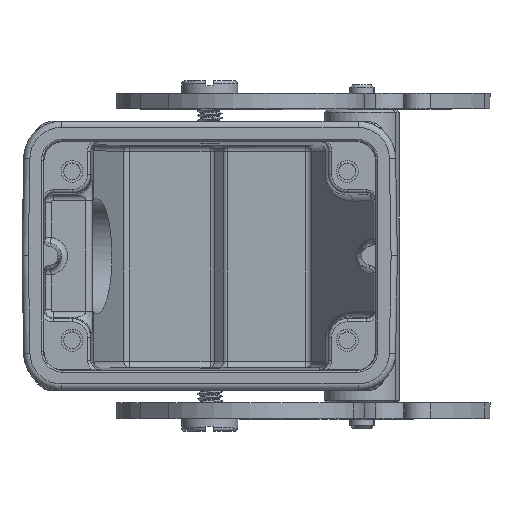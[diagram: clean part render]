
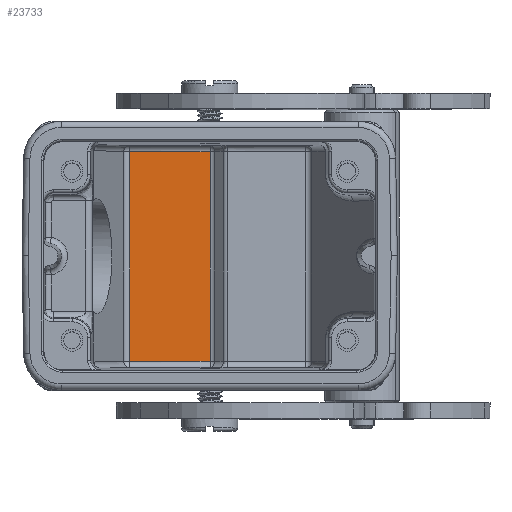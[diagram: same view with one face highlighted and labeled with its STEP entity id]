
A CAD part, top view. The second image highlights one B-rep face of the part: STEP entity #23733.
In plain terms, the highlighted planar face has unit normal (0, 0, 1).
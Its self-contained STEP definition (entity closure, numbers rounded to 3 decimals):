
#5392=DIRECTION('',(-1.,0.,0.));
#5393=VECTOR('',#5392,12.818);
#5394=CARTESIAN_POINT('',(0.056,16.749,-67.6));
#5395=LINE('',#5394,#5393);
#6493=DIRECTION('',(0.,-1.,0.));
#6494=VECTOR('',#6493,33.498);
#6495=CARTESIAN_POINT('',(-12.762,16.749,-67.6));
#6496=LINE('',#6495,#6494);
#6502=DIRECTION('',(0.,-1.,0.));
#6503=VECTOR('',#6502,33.498);
#6504=CARTESIAN_POINT('',(0.056,16.749,-67.6));
#6505=LINE('',#6504,#6503);
#6506=DIRECTION('',(-1.,0.,0.));
#6507=VECTOR('',#6506,12.818);
#6508=CARTESIAN_POINT('',(0.056,-16.749,-67.6));
#6509=LINE('',#6508,#6507);
#11042=CARTESIAN_POINT('',(0.056,-16.749,
-67.6));
#11043=VERTEX_POINT('',#11042);
#11044=CARTESIAN_POINT('',(-12.762,-16.749,-67.6));
#11045=VERTEX_POINT('',#11044);
#11270=CARTESIAN_POINT('',(0.056,16.749,-67.6));
#11271=VERTEX_POINT('',#11270);
#11272=CARTESIAN_POINT('',(-12.762,16.749,-67.6));
#11273=VERTEX_POINT('',#11272);
#23722=CARTESIAN_POINT('',(-6.353,0.,-67.6));
#23723=DIRECTION('',(0.,0.,1.));
#23724=DIRECTION('',(-1.,0.,0.));
#23725=AXIS2_PLACEMENT_3D('',#23722,#23723,#23724);
#23726=PLANE('',#23725);
#23727=ORIENTED_EDGE('',*,*,#21523,.T.);
#23728=ORIENTED_EDGE('',*,*,#22779,.T.);
#23729=ORIENTED_EDGE('',*,*,#23715,.F.);
#23730=ORIENTED_EDGE('',*,*,#21494,.F.);
#23731=EDGE_LOOP('',(#23727,#23728,#23729,#23730));
#23732=FACE_OUTER_BOUND('',#23731,.F.);
#21494=EDGE_CURVE('',#11271,#11273,#5395,.T.);
#21523=EDGE_CURVE('',#11271,#11043,#6505,.T.);
#22779=EDGE_CURVE('',#11043,#11045,#6509,.T.);
#23715=EDGE_CURVE('',#11273,#11045,#6496,.T.);
#23733=ADVANCED_FACE('',(#23732),#23726,.T.);
